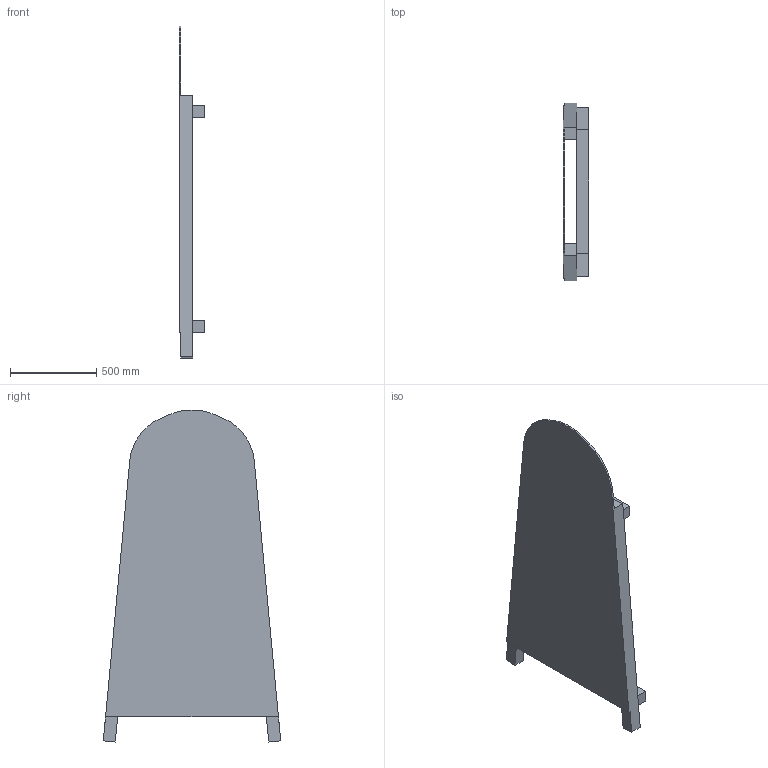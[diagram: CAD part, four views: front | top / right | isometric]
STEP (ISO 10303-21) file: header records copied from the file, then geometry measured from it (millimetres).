
FILE_DESCRIPTION(/* description */ (''),/* implementation_level */ '2;1');
FILE_NAME(/* name */ 'Стойка v1.step',/* time_stamp */ '2020-06-01T19:03:50+03:00',/* author */ (''),/* organization */ (''),/* preprocessor_version */ 'ST-DEVELOPER v18',/* originating_system */ 'Autodesk Translation Framework v8.12.0.6',/* authorisation */ '');
FILE_SCHEMA (('AUTOMOTIVE_DESIGN { 1 0 10303 214 3 1 1 }'));
Length unit declared in the file: millimetre
Products named in the file (1): Стойка
Bounding box: 150 x 1026.17 x 1920.1 mm (x, y, z)
Volume: 37532800.9 mm3; surface area: 3899086.2 mm2
Topology: 3 solids, 3 shells, 32 faces, 76 edges, 50 vertices
Faces by surface type: plane 29, cylinder 3
Entity records: 941 total; most frequent: CARTESIAN_POINT 159, ORIENTED_EDGE 152, DIRECTION 148, EDGE_CURVE 76, LINE 70, VECTOR 70, VERTEX_POINT 50, AXIS2_PLACEMENT_3D 39
